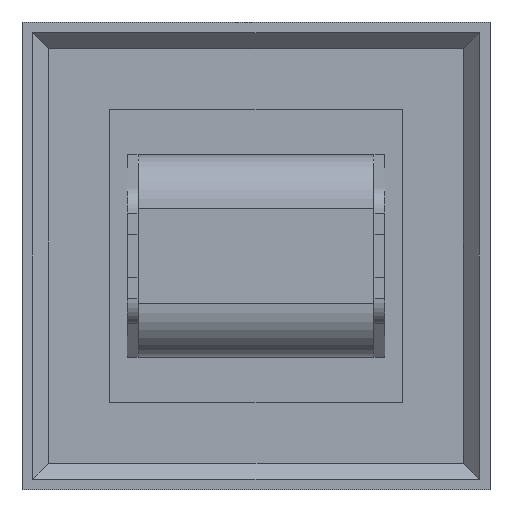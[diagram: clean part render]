
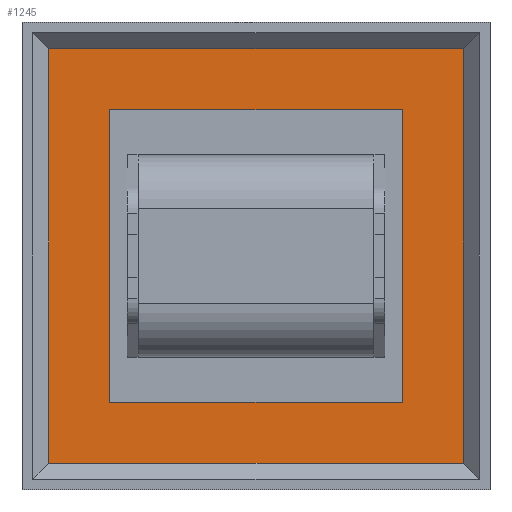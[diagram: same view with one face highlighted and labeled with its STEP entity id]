
A CAD part, top view. The second image highlights one B-rep face of the part: STEP entity #1245.
In plain terms, the highlighted planar face has unit normal (0, 0, 1).
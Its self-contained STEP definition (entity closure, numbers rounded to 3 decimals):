
#28=LINE('',#1802,#180);
#29=LINE('',#1805,#181);
#30=LINE('',#1807,#182);
#31=LINE('',#1809,#183);
#32=LINE('',#1810,#184);
#33=LINE('',#1813,#185);
#34=LINE('',#1815,#186);
#35=LINE('',#1817,#187);
#180=VECTOR('',#1444,1000.);
#181=VECTOR('',#1445,1000.);
#182=VECTOR('',#1446,1000.);
#183=VECTOR('',#1447,1000.);
#184=VECTOR('',#1448,1000.);
#185=VECTOR('',#1449,1000.);
#186=VECTOR('',#1450,1000.);
#187=VECTOR('',#1451,1000.);
#334=ORIENTED_EDGE('',*,*,#702,.T.);
#335=ORIENTED_EDGE('',*,*,#703,.T.);
#336=ORIENTED_EDGE('',*,*,#704,.T.);
#337=ORIENTED_EDGE('',*,*,#705,.T.);
#338=ORIENTED_EDGE('',*,*,#706,.F.);
#339=ORIENTED_EDGE('',*,*,#707,.F.);
#340=ORIENTED_EDGE('',*,*,#708,.F.);
#341=ORIENTED_EDGE('',*,*,#709,.F.);
#702=EDGE_CURVE('',#886,#887,#28,.T.);
#703=EDGE_CURVE('',#887,#888,#29,.T.);
#704=EDGE_CURVE('',#888,#889,#30,.T.);
#705=EDGE_CURVE('',#889,#886,#31,.T.);
#706=EDGE_CURVE('',#890,#891,#32,.T.);
#707=EDGE_CURVE('',#892,#890,#33,.T.);
#708=EDGE_CURVE('',#893,#892,#34,.T.);
#709=EDGE_CURVE('',#891,#893,#35,.T.);
#886=VERTEX_POINT('',#1803);
#887=VERTEX_POINT('',#1804);
#888=VERTEX_POINT('',#1806);
#889=VERTEX_POINT('',#1808);
#890=VERTEX_POINT('',#1811);
#891=VERTEX_POINT('',#1812);
#892=VERTEX_POINT('',#1814);
#893=VERTEX_POINT('',#1816);
#1036=EDGE_LOOP('',(#334,#335,#336,#337));
#1037=EDGE_LOOP('',(#338,#339,#340,#341));
#1112=FACE_BOUND('',#1036,.T.);
#1113=FACE_BOUND('',#1037,.T.);
#1188=PLANE('',#1331);
#1245=ADVANCED_FACE('',(#1112,#1113),#1188,.T.);
#1331=AXIS2_PLACEMENT_3D('',#1801,#1442,#1443);
#1442=DIRECTION('',(0.,0.,1.));
#1443=DIRECTION('',(1.,0.,0.));
#1444=DIRECTION('',(-1.,0.,0.));
#1445=DIRECTION('',(0.,-1.,0.));
#1446=DIRECTION('',(1.,0.,0.));
#1447=DIRECTION('',(0.,1.,0.));
#1448=DIRECTION('',(-1.,0.,0.));
#1449=DIRECTION('',(0.,1.,0.));
#1450=DIRECTION('',(1.,0.,0.));
#1451=DIRECTION('',(0.,-1.,0.));
#1801=CARTESIAN_POINT('',(0.,0.,4.));
#1802=CARTESIAN_POINT('',(0.,39.,4.));
#1803=CARTESIAN_POINT('',(39.,39.,4.));
#1804=CARTESIAN_POINT('',(-39.,39.,4.));
#1805=CARTESIAN_POINT('',(-39.,0.,4.));
#1806=CARTESIAN_POINT('',(-39.,-39.,4.));
#1807=CARTESIAN_POINT('',(0.,-39.,4.));
#1808=CARTESIAN_POINT('',(39.,-39.,4.));
#1809=CARTESIAN_POINT('',(39.,0.,4.));
#1810=CARTESIAN_POINT('',(27.5,27.5,4.));
#1811=CARTESIAN_POINT('',(27.5,27.5,4.));
#1812=CARTESIAN_POINT('',(-27.5,27.5,4.));
#1813=CARTESIAN_POINT('',(27.5,-27.5,4.));
#1814=CARTESIAN_POINT('',(27.5,-27.5,4.));
#1815=CARTESIAN_POINT('',(-27.5,-27.5,4.));
#1816=CARTESIAN_POINT('',(-27.5,-27.5,4.));
#1817=CARTESIAN_POINT('',(-27.5,27.5,4.));
